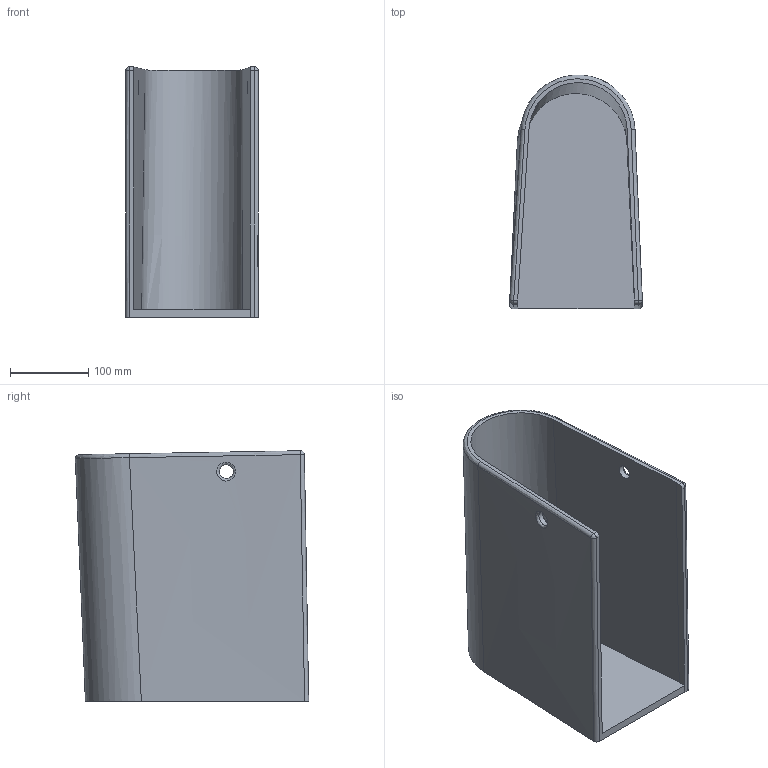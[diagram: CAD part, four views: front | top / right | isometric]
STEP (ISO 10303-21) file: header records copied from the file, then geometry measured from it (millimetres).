
FILE_DESCRIPTION((''),'2;1');
FILE_NAME('086515.stp','2007-07-11T17:31:35',('Huebner'),(''),'Autodesk Inventor 11','Autodesk Inventor 11','');
FILE_SCHEMA(('AUTOMOTIVE_DESIGN { 1 0 10303 214 1 1 1 1 }'));
Length unit declared in the file: millimetre
Products named in the file (2): 086515
Assembly tree (1 placements, depth 2):
  086515
    086515
Bounding box: 169.53 x 298.08 x 319.87 mm (x, y, z)
Volume: 2321671.2 mm3; surface area: 501617.2 mm2
Topology: 1 solids, 1 shells, 30 faces, 80 edges, 49 vertices
Faces by surface type: bspline 13, plane 10, cylinder 5, sphere 2
Full cylindrical faces by diameter (mm): 18 x2
Entity records: 3780 total; most frequent: CARTESIAN_POINT 3110, ORIENTED_EDGE 148, DIRECTION 92, EDGE_CURVE 74, VERTEX_POINT 47, B_SPLINE_CURVE_WITH_KNOTS 36, EDGE_LOOP 36, AXIS2_PLACEMENT_3D 34
